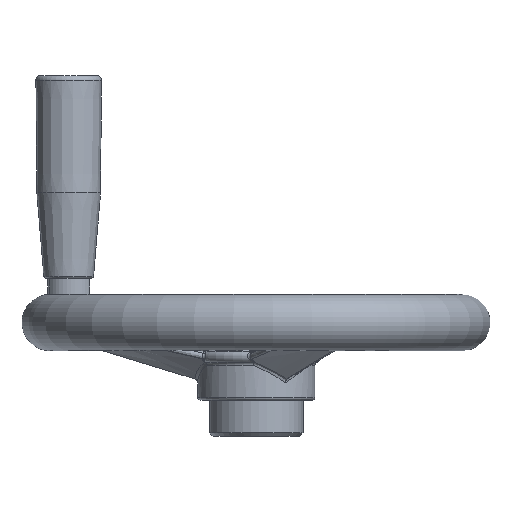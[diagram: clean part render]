
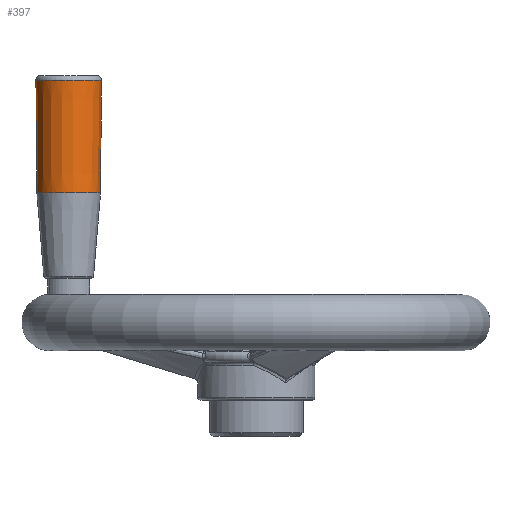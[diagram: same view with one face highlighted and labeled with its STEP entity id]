
A CAD part, front view. The second image highlights one B-rep face of the part: STEP entity #397.
In plain terms, the highlighted conical face has half-angle 0.458 degrees and reference radius 14 mm.
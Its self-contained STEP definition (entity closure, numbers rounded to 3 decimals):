
#397 = ADVANCED_FACE( '', ( #890, #891 ), #892, .T. );
#890 = FACE_OUTER_BOUND( '', #5924, .T. );
#891 = FACE_BOUND( '', #5925, .T. );
#892 = CONICAL_SURFACE( '', #5926, 14., 0.008 );
#5924 = EDGE_LOOP( '', ( #10956 ) );
#5925 = EDGE_LOOP( '', ( #10957 ) );
#5926 = AXIS2_PLACEMENT_3D( '', #10958, #10959, #10960 );
#10956 = ORIENTED_EDGE( '', *, *, #11923, .T. );
#10957 = ORIENTED_EDGE( '', *, *, #11541, .T. );
#10958 = CARTESIAN_POINT( '', ( -80., 0., 138.3 ) );
#10959 = DIRECTION( '', ( 0., 0., 1. ) );
#10960 = DIRECTION( '', ( 0.954, 0.3, 0. ) );
#11541 = EDGE_CURVE( '', #12095, #12095, #12096, .T. );
#11923 = EDGE_CURVE( '', #12676, #12676, #12677, .T. );
#12095 = VERTEX_POINT( '', #12876 );
#12096 = CIRCLE( '', #12877, 13.6 );
#12676 = VERTEX_POINT( '', #17492 );
#12677 = CIRCLE( '', #17493, 13.984 );
#12876 = CARTESIAN_POINT( '', ( -67.025, 4.076, 88.3 ) );
#12877 = AXIS2_PLACEMENT_3D( '', #18865, #18866, #18867 );
#17492 = CARTESIAN_POINT( '', ( -93.341, -4.191, 136.284 ) );
#17493 = AXIS2_PLACEMENT_3D( '', #19237, #19238, #19239 );
#18865 = CARTESIAN_POINT( '', ( -80., 0., 88.3 ) );
#18866 = DIRECTION( '', ( 0., 0., 1. ) );
#18867 = DIRECTION( '', ( 0.954, 0.3, 0. ) );
#19237 = CARTESIAN_POINT( '', ( -80., 0., 136.284 ) );
#19238 = DIRECTION( '', ( 0., 0., -1. ) );
#19239 = DIRECTION( '', ( -0.954, -0.3, 0. ) );
